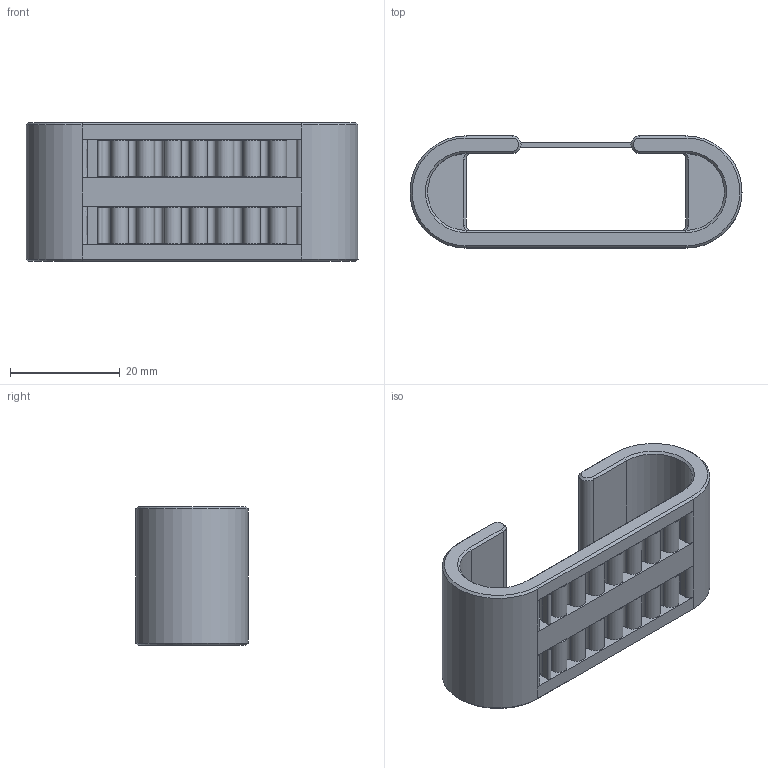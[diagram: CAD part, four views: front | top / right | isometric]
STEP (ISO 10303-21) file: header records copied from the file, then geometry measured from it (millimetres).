
FILE_DESCRIPTION(/* description */ (''),/* implementation_level */ '2;1');
FILE_NAME(/* name */ 'Clip.step',/* time_stamp */ '2024-05-14T12:42:09-06:00',/* author */ (''),/* organization */ (''),/* preprocessor_version */ 'ST-DEVELOPER v20',/* originating_system */ 'Autodesk Translation Framework v12.20.1.177',/* authorisation */ '');
FILE_SCHEMA (('AUTOMOTIVE_DESIGN { 1 0 10303 214 3 1 1 }'));
Length unit declared in the file: millimetre
Products named in the file (1): Clip
Bounding box: 60.4 x 20.4 x 25.2 mm (x, y, z)
Volume: 8135.6 mm3; surface area: 7946.4 mm2
Topology: 3 solids, 3 shells, 155 faces, 422 edges, 268 vertices
Faces by surface type: cylinder 74, plane 55, cone 18, bspline 8
Entity records: 5264 total; most frequent: CARTESIAN_POINT 1238, DIRECTION 854, ORIENTED_EDGE 844, EDGE_CURVE 422, AXIS2_PLACEMENT_3D 320, VERTEX_POINT 268, LINE 214, VECTOR 214
